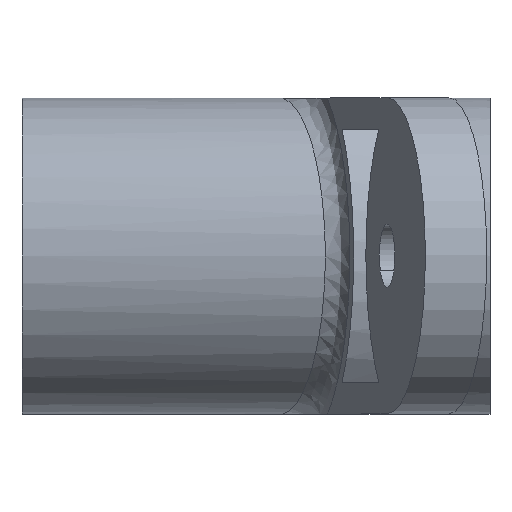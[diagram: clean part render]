
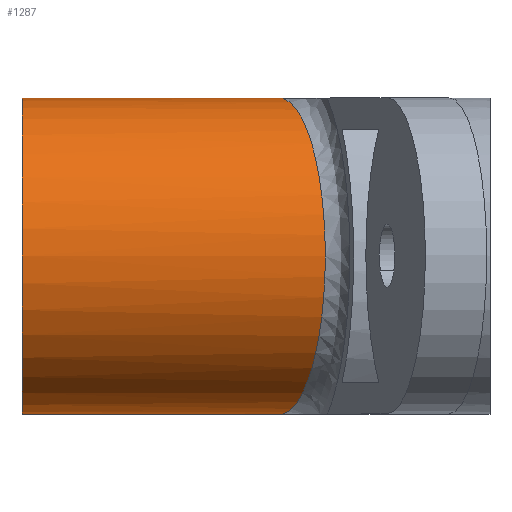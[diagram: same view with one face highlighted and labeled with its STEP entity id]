
A CAD part, top view. The second image highlights one B-rep face of the part: STEP entity #1287.
In plain terms, the highlighted cylindrical face has radius 12.5 mm (diameter 25 mm), a partial arc.
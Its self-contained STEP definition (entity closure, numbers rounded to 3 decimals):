
#174=CARTESIAN_POINT('Vertex',(-25.,-12.5,0.)) ;
#176=CARTESIAN_POINT('Vertex',(-25.,12.5,0.)) ;
#179=CARTESIAN_POINT('Axis2P3D Location',(-25.,0.,0.)) ;
#224=CARTESIAN_POINT('Axis2P3D Location',(-6.5,0.,0.)) ;
#294=CARTESIAN_POINT('Vertex',(0.,-12.5,0.)) ;
#297=CARTESIAN_POINT('Line Origine',(-6.5,-12.5,0.)) ;
#302=CARTESIAN_POINT('Line Origine',(-6.5,12.5,0.)) ;
#306=CARTESIAN_POINT('Vertex',(0.,12.5,0.)) ;
#644=CARTESIAN_POINT('Vertex',(-4.326,12.453,1.079)) ;
#648=CARTESIAN_POINT('Control Point',(-4.326,12.453,1.079)) ;
#649=CARTESIAN_POINT('Control Point',(-4.028,12.364,2.108)) ;
#650=CARTESIAN_POINT('Control Point',(-3.733,12.168,3.13)) ;
#651=CARTESIAN_POINT('Control Point',(-3.444,11.867,4.129)) ;
#652=CARTESIAN_POINT('Control Point',(-2.809,10.947,6.323)) ;
#653=CARTESIAN_POINT('Control Point',(-2.249,9.525,8.261)) ;
#654=CARTESIAN_POINT('Control Point',(-1.966,8.581,9.24)) ;
#655=CARTESIAN_POINT('Control Point',(-1.536,6.698,10.724)) ;
#656=CARTESIAN_POINT('Control Point',(-1.246,4.511,11.727)) ;
#657=CARTESIAN_POINT('Control Point',(-1.149,3.523,12.061)) ;
#658=CARTESIAN_POINT('Control Point',(-1.008,1.346,12.552)) ;
#659=CARTESIAN_POINT('Control Point',(-1.007,-0.893,12.553)) ;
#660=CARTESIAN_POINT('Control Point',(-1.048,-2.079,12.411)) ;
#661=CARTESIAN_POINT('Control Point',(-1.222,-4.558,11.811)) ;
#662=CARTESIAN_POINT('Control Point',(-1.567,-6.802,10.617)) ;
#663=CARTESIAN_POINT('Control Point',(-1.796,-7.901,9.825)) ;
#664=CARTESIAN_POINT('Control Point',(-2.308,-9.768,8.055)) ;
#665=CARTESIAN_POINT('Control Point',(-2.932,-11.122,5.896)) ;
#666=CARTESIAN_POINT('Control Point',(-3.251,-11.638,4.796)) ;
#667=CARTESIAN_POINT('Control Point',(-3.661,-12.105,3.377)) ;
#668=CARTESIAN_POINT('Control Point',(-4.083,-12.357,1.918)) ;
#669=CARTESIAN_POINT('Control Point',(-4.164,-12.397,1.639)) ;
#670=CARTESIAN_POINT('Control Point',(-4.245,-12.429,1.359)) ;
#671=CARTESIAN_POINT('Control Point',(-4.326,-12.453,1.079)) ;
#672=CARTESIAN_POINT('Vertex',(-4.326,-12.453,1.079)) ;
#978=CARTESIAN_POINT('Control Point',(-2.426,-12.485,0.605)) ;
#979=CARTESIAN_POINT('Control Point',(-2.806,-12.481,0.7)) ;
#980=CARTESIAN_POINT('Control Point',(-3.186,-12.475,0.794)) ;
#981=CARTESIAN_POINT('Control Point',(-3.566,-12.469,0.889)) ;
#982=CARTESIAN_POINT('Control Point',(-3.946,-12.462,0.984)) ;
#983=CARTESIAN_POINT('Control Point',(-4.326,-12.453,1.079)) ;
#984=CARTESIAN_POINT('Vertex',(-2.426,-12.485,0.605)) ;
#988=CARTESIAN_POINT('Control Point',(0.,-12.5,0.)) ;
#989=CARTESIAN_POINT('Control Point',(-0.485,-12.5,0.121)) ;
#990=CARTESIAN_POINT('Control Point',(-0.97,-12.499,0.242)) ;
#991=CARTESIAN_POINT('Control Point',(-1.455,-12.496,0.363)) ;
#992=CARTESIAN_POINT('Control Point',(-1.941,-12.491,0.484)) ;
#993=CARTESIAN_POINT('Control Point',(-2.426,-12.485,0.605)) ;
#1050=CARTESIAN_POINT('Control Point',(0.,12.5,0.)) ;
#1051=CARTESIAN_POINT('Control Point',(-0.485,12.5,0.121)) ;
#1052=CARTESIAN_POINT('Control Point',(-0.97,12.499,0.242)) ;
#1053=CARTESIAN_POINT('Control Point',(-1.455,12.496,0.363)) ;
#1054=CARTESIAN_POINT('Control Point',(-1.941,12.491,0.484)) ;
#1055=CARTESIAN_POINT('Control Point',(-2.426,12.485,0.605)) ;
#1056=CARTESIAN_POINT('Vertex',(-2.426,12.485,0.605)) ;
#1060=CARTESIAN_POINT('Control Point',(-2.426,12.485,0.605)) ;
#1061=CARTESIAN_POINT('Control Point',(-2.806,12.481,0.7)) ;
#1062=CARTESIAN_POINT('Control Point',(-3.186,12.475,0.794)) ;
#1063=CARTESIAN_POINT('Control Point',(-3.566,12.469,0.889)) ;
#1064=CARTESIAN_POINT('Control Point',(-3.946,12.462,0.984)) ;
#1065=CARTESIAN_POINT('Control Point',(-4.326,12.453,1.079)) ;
#180=DIRECTION('Axis2P3D Direction',(1.,0.,0.)) ;
#225=DIRECTION('Axis2P3D Direction',(1.,0.,0.)) ;
#226=DIRECTION('Axis2P3D XDirection',(0.,1.,0.)) ;
#298=DIRECTION('Vector Direction',(1.,0.,0.)) ;
#303=DIRECTION('Vector Direction',(1.,0.,0.)) ;
#181=AXIS2_PLACEMENT_3D('Circle Axis2P3D',#179,#180,$) ;
#227=AXIS2_PLACEMENT_3D('Cylinder Axis2P3D',#224,#225,#226) ;
#1278=ORIENTED_EDGE('',*,*,#1058,.F.) ;
#1279=ORIENTED_EDGE('',*,*,#308,.T.) ;
#1280=ORIENTED_EDGE('',*,*,#183,.T.) ;
#1281=ORIENTED_EDGE('',*,*,#301,.F.) ;
#1282=ORIENTED_EDGE('',*,*,#994,.T.) ;
#1283=ORIENTED_EDGE('',*,*,#986,.T.) ;
#1284=ORIENTED_EDGE('',*,*,#674,.F.) ;
#1285=ORIENTED_EDGE('',*,*,#1066,.T.) ;
#299=VECTOR('Line Direction',#298,1.) ;
#304=VECTOR('Line Direction',#303,1.) ;
#1287=ADVANCED_FACE('Corps principal',(#1286),#228,.T.) ;
#647=B_SPLINE_CURVE_WITH_KNOTS('',5,(#648,#649,#650,#651,#652,#653,#654,#655,#656,#657,#658,#659,#660,#661,#662,#663,#664,#665,#666,#667,#668,#669,#670,#671),.UNSPECIFIED.,.F.,.U.,(6,3,3,3,3,3,3,6),(1.712,9.903,20.379,28.339,37.398,47.77,57.26,59.491),.UNSPECIFIED.) ;
#977=B_SPLINE_CURVE_WITH_KNOTS('',5,(#978,#979,#980,#981,#982,#983),.UNSPECIFIED.,.F.,.U.,(6,6),(0.,2.77),.UNSPECIFIED.) ;
#987=B_SPLINE_CURVE_WITH_KNOTS('',5,(#988,#989,#990,#991,#992,#993),.UNSPECIFIED.,.F.,.U.,(6,6),(0.,3.536),.UNSPECIFIED.) ;
#1049=B_SPLINE_CURVE_WITH_KNOTS('',5,(#1050,#1051,#1052,#1053,#1054,#1055),.UNSPECIFIED.,.F.,.U.,(6,6),(0.,3.536),.UNSPECIFIED.) ;
#1059=B_SPLINE_CURVE_WITH_KNOTS('',5,(#1060,#1061,#1062,#1063,#1064,#1065),.UNSPECIFIED.,.F.,.U.,(6,6),(0.,2.77),.UNSPECIFIED.) ;
#182=CIRCLE('generated circle',#181,12.5) ;
#228=CYLINDRICAL_SURFACE('generated cylinder',#227,12.5) ;
#183=EDGE_CURVE('',#177,#175,#182,.T.) ;
#301=EDGE_CURVE('',#295,#175,#300,.F.) ;
#308=EDGE_CURVE('',#307,#177,#305,.F.) ;
#674=EDGE_CURVE('',#645,#673,#647,.T.) ;
#986=EDGE_CURVE('',#985,#673,#977,.T.) ;
#994=EDGE_CURVE('',#295,#985,#987,.T.) ;
#1058=EDGE_CURVE('',#307,#1057,#1049,.T.) ;
#1066=EDGE_CURVE('',#645,#1057,#1059,.F.) ;
#1277=EDGE_LOOP('',(#1278,#1279,#1280,#1281,#1282,#1283,#1284,#1285)) ;
#1286=FACE_OUTER_BOUND('',#1277,.T.) ;
#300=LINE('Line',#297,#299) ;
#305=LINE('Line',#302,#304) ;
#175=VERTEX_POINT('',#174) ;
#177=VERTEX_POINT('',#176) ;
#295=VERTEX_POINT('',#294) ;
#307=VERTEX_POINT('',#306) ;
#645=VERTEX_POINT('',#644) ;
#673=VERTEX_POINT('',#672) ;
#985=VERTEX_POINT('',#984) ;
#1057=VERTEX_POINT('',#1056) ;
